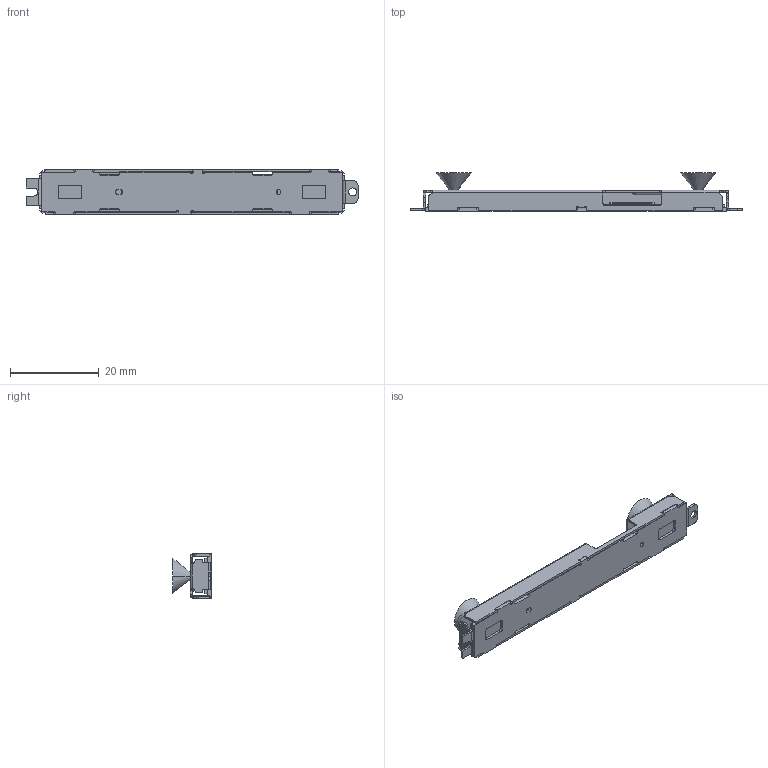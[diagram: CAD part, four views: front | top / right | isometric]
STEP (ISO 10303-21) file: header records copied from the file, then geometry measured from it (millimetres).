
FILE_DESCRIPTION (( 'STEP AP214' ), '1' );
FILE_NAME ('IDC-DS-0541 EXT REV.01 02-FEB-2017.STEP', '2017-02-02T16:07:04', ( '' ), ( '' ), 'SwSTEP 2.0', 'SolidWorks 2015', '' );
FILE_SCHEMA (( 'AUTOMOTIVE_DESIGN' ));
Length unit declared in the file: millimetre
Products named in the file (14): IDC-DS-0502_EXT; IDC-DS-0499_EXT; PC0643_EXT; IDC-DS-0397_EXT; IDC-DS-0261; IDC-DS-0541 EXT REV.01 02-FEB-2017; Part2^IDC-DS-0502; 20708-050E; IDC-DS-0534_EXT PSR; IDC-DS-0535_PSR EXT; IDC-DS-0540_EXT; IDC-DS-0536_EXT; IDC-DS-0498
Assembly tree (14 placements, depth 7):
  IDC-DS-0541 EXT REV.01 02-FEB-2017
    IDC-DS-0540_EXT
      IDC-DS-0534_EXT PSR
        IDC-DS-0535_PSR EXT
          IDC-DS-0536_EXT
            IDC-DS-0499_EXT
            IDC-DS-0397_EXT
            PC0643_EXT
              PC0643_EXT
              20708-050E
        IDC-DS-0502_EXT  x2
          Part2^IDC-DS-0502
      IDC-DS-0498
      IDC-DS-0261
Bounding box: 74.7 x 8.62 x 10 mm (x, y, z)
Volume: 1557.5 mm3; surface area: 6408.2 mm2
Topology: 8 solids, 8 shells, 2533 faces, 6645 edges, 4214 vertices
Faces by surface type: plane 1998, cylinder 289, bspline 214, torus 28, cone 4
Entity records: 96630 total; most frequent: CARTESIAN_POINT 27878, ORIENTED_EDGE 13258, DIRECTION 11473, EDGE_CURVE 6629, VECTOR 5599, LINE 5599, VERTEX_POINT 4206, AXIS2_PLACEMENT_3D 2937
